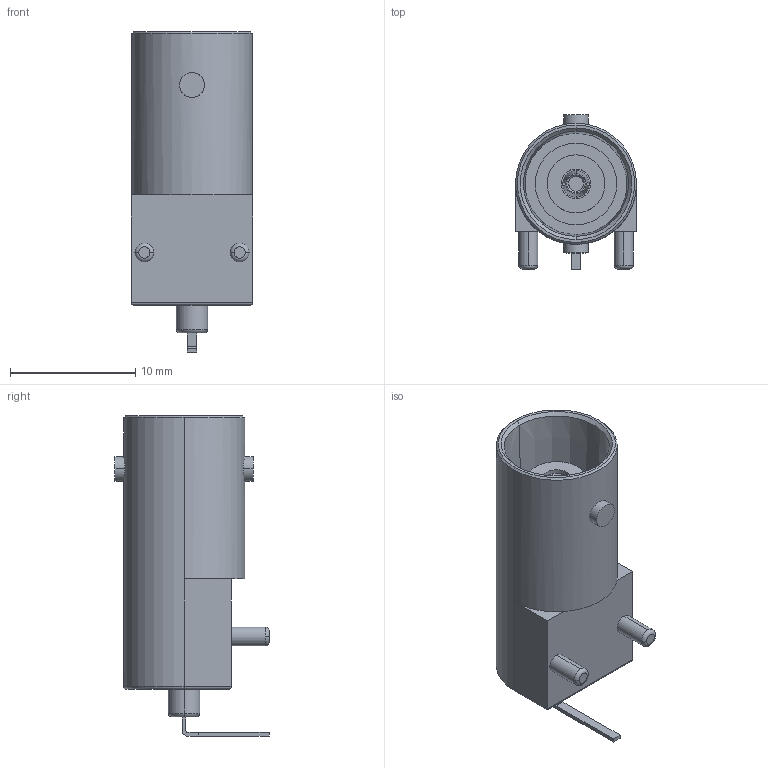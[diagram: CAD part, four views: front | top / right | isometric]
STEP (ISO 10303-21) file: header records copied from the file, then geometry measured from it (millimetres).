
FILE_DESCRIPTION((''),'2;1');
FILE_NAME('731000154','2019-09-30T',('gga'),(''),'PRO/ENGINEER BY PARAMETRIC TECHNOLOGY CORPORATION, 2016010','PRO/ENGINEER BY PARAMETRIC TECHNOLOGY CORPORATION, 2016010','');
FILE_SCHEMA(('CONFIG_CONTROL_DESIGN'));
Length unit declared in the file: millimetre
Products named in the file (1): 731000154
Bounding box: 9.65 x 12.29 x 25.55 mm (x, y, z)
Volume: 1233 mm3; surface area: 1270.6 mm2
Topology: 1 solids, 1 shells, 87 faces, 210 edges, 136 vertices
Faces by surface type: plane 35, cylinder 29, cone 16, torus 7
Entity records: 2722 total; most frequent: CARTESIAN_POINT 605, DIRECTION 457, ORIENTED_EDGE 408, EDGE_CURVE 204, AXIS2_PLACEMENT_3D 185, VERTEX_POINT 130, EDGE_LOOP 98, CIRCLE 97
